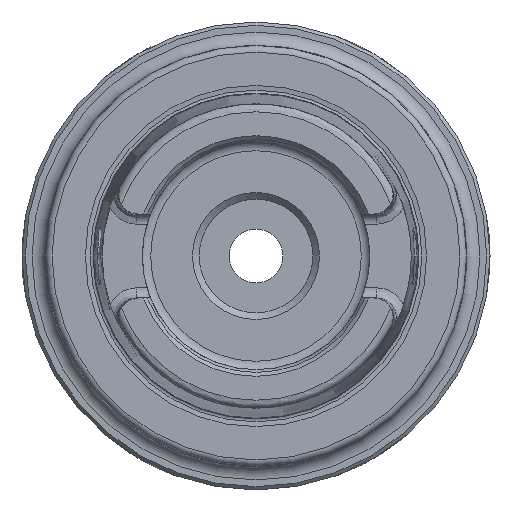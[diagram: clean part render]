
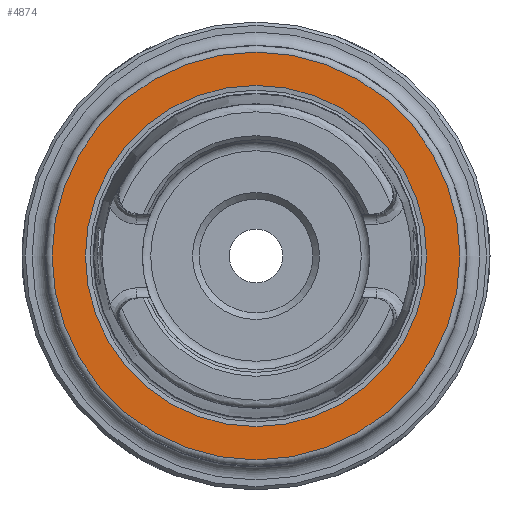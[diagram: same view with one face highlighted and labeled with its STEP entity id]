
A CAD part, left-side view. The second image highlights one B-rep face of the part: STEP entity #4874.
In plain terms, the highlighted planar face has unit normal (-1, 0, 0).
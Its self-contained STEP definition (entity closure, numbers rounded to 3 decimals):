
#48=FACE_BOUND('',#807,.T.);
#235=PLANE('',#5378);
#535=FACE_OUTER_BOUND('',#806,.T.);
#806=EDGE_LOOP('',(#4367,#4368));
#807=EDGE_LOOP('',(#4369,#4370));
#1268=CIRCLE('',#5376,25.521);
#1269=CIRCLE('',#5377,25.521);
#1270=CIRCLE('',#5379,30.5);
#1271=CIRCLE('',#5380,30.5);
#2243=VERTEX_POINT('',#10622);
#2244=VERTEX_POINT('',#10624);
#2245=VERTEX_POINT('',#10628);
#2246=VERTEX_POINT('',#10629);
#2971=EDGE_CURVE('',#2244,#2243,#1268,.T.);
#2972=EDGE_CURVE('',#2243,#2244,#1269,.T.);
#2973=EDGE_CURVE('',#2245,#2246,#1270,.T.);
#2974=EDGE_CURVE('',#2246,#2245,#1271,.T.);
#4367=ORIENTED_EDGE('',*,*,#2973,.F.);
#4368=ORIENTED_EDGE('',*,*,#2974,.F.);
#4369=ORIENTED_EDGE('',*,*,#2971,.T.);
#4370=ORIENTED_EDGE('',*,*,#2972,.T.);
#4874=ADVANCED_FACE('',(#535,#48),#235,.T.);
#5376=AXIS2_PLACEMENT_3D('',#10625,#6542,#6543);
#5377=AXIS2_PLACEMENT_3D('',#10626,#6544,#6545);
#5378=AXIS2_PLACEMENT_3D('',#10627,#6546,#6547);
#5379=AXIS2_PLACEMENT_3D('',#10630,#6548,#6549);
#5380=AXIS2_PLACEMENT_3D('',#10631,#6550,#6551);
#6542=DIRECTION('center_axis',(1.,0.,0.));
#6543=DIRECTION('ref_axis',(0.,0.,-1.));
#6544=DIRECTION('center_axis',(1.,0.,0.));
#6545=DIRECTION('ref_axis',(0.,0.,-1.));
#6546=DIRECTION('center_axis',(-1.,0.,0.));
#6547=DIRECTION('ref_axis',(0.,0.,1.));
#6548=DIRECTION('center_axis',(1.,0.,0.));
#6549=DIRECTION('ref_axis',(0.,0.,-1.));
#6550=DIRECTION('center_axis',(1.,0.,0.));
#6551=DIRECTION('ref_axis',(0.,0.,-1.));
#10622=CARTESIAN_POINT('',(0.,-25.521,0.));
#10624=CARTESIAN_POINT('',(0.,25.521,0.));
#10625=CARTESIAN_POINT('Origin',(0.,0.,
0.));
#10626=CARTESIAN_POINT('Origin',(0.,0.,
0.));
#10627=CARTESIAN_POINT('Origin',(0.,30.5,0.));
#10628=CARTESIAN_POINT('',(0.,30.5,0.));
#10629=CARTESIAN_POINT('',(0.,0.,
30.5));
#10630=CARTESIAN_POINT('Origin',(0.,0.,
0.));
#10631=CARTESIAN_POINT('Origin',(0.,0.,
0.));
